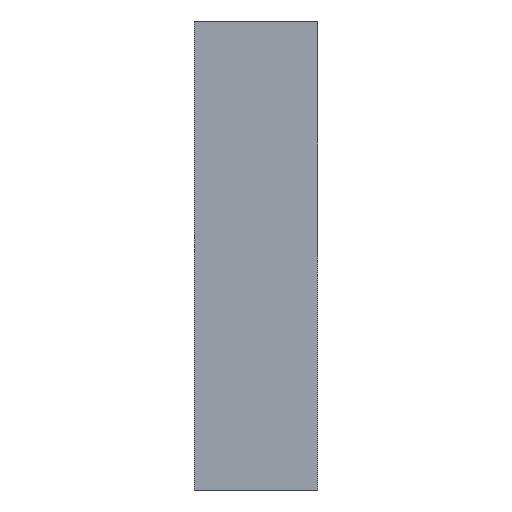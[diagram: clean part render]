
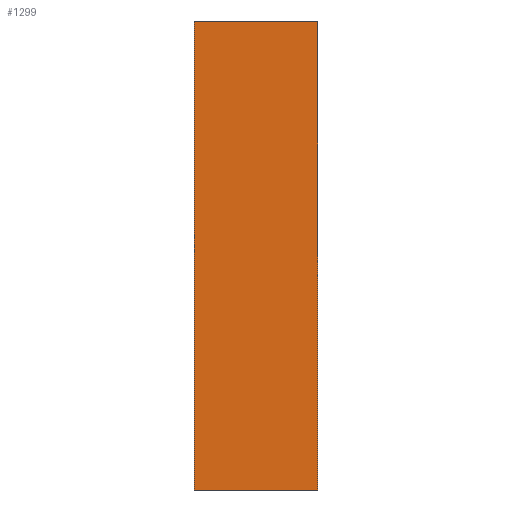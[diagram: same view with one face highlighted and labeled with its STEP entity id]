
A CAD part, left-side view. The second image highlights one B-rep face of the part: STEP entity #1299.
In plain terms, the highlighted planar face has unit normal (-1, 0, 0).
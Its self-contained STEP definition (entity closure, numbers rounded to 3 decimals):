
#66 = ORIENTED_EDGE ( 'NONE', *, *, #1125, .F. ) ;
#94 = CARTESIAN_POINT ( 'NONE',  ( 0., 3.175, 12. ) ) ;
#106 = DIRECTION ( 'NONE',  ( 0., -1., 0. ) ) ;
#169 = VERTEX_POINT ( 'NONE', #534 ) ;
#178 = VERTEX_POINT ( 'NONE', #512 ) ;
#179 = EDGE_CURVE ( 'NONE', #178, #989, #974, .T. ) ;
#230 = CARTESIAN_POINT ( 'NONE',  ( 0., 3.175, 0. ) ) ;
#253 = EDGE_CURVE ( 'NONE', #169, #548, #677, .T. ) ;
#255 = CARTESIAN_POINT ( 'NONE',  ( 0., 0., 12. ) ) ;
#342 = VECTOR ( 'NONE', #431, 1000. ) ;
#365 = EDGE_LOOP ( 'NONE', ( #1009, #66, #1133, #1104 ) ) ;
#431 = DIRECTION ( 'NONE',  ( 0., -1., 0. ) ) ;
#477 = DIRECTION ( 'NONE',  ( 0., 0., -1. ) ) ;
#512 = CARTESIAN_POINT ( 'NONE',  ( 0., 3.175, 0. ) ) ;
#534 = CARTESIAN_POINT ( 'NONE',  ( 0., 0., 0. ) ) ;
#548 = VERTEX_POINT ( 'NONE', #255 ) ;
#557 = CARTESIAN_POINT ( 'NONE',  ( 0., 3.175, 12. ) ) ;
#677 = LINE ( 'NONE', #1032, #1302 ) ;
#779 = VECTOR ( 'NONE', #106, 1000. ) ;
#784 = DIRECTION ( 'NONE',  ( 0., 0., 1. ) ) ;
#941 = AXIS2_PLACEMENT_3D ( 'NONE', #230, #1048, #477 ) ;
#974 = LINE ( 'NONE', #1348, #1508 ) ;
#989 = VERTEX_POINT ( 'NONE', #557 ) ;
#1009 = ORIENTED_EDGE ( 'NONE', *, *, #253, .T. ) ;
#1032 = CARTESIAN_POINT ( 'NONE',  ( 0., 0., 0. ) ) ;
#1048 = DIRECTION ( 'NONE',  ( 1., 0., 0. ) ) ;
#1104 = ORIENTED_EDGE ( 'NONE', *, *, #1425, .T. ) ;
#1125 = EDGE_CURVE ( 'NONE', #989, #548, #1311, .T. ) ;
#1133 = ORIENTED_EDGE ( 'NONE', *, *, #179, .F. ) ;
#1292 = PLANE ( 'NONE',  #941 ) ;
#1299 = ADVANCED_FACE ( 'NONE', ( #1518 ), #1292, .F. ) ;
#1302 = VECTOR ( 'NONE', #784, 1000. ) ;
#1311 = LINE ( 'NONE', #94, #779 ) ;
#1325 = DIRECTION ( 'NONE',  ( 0., 0., 1. ) ) ;
#1348 = CARTESIAN_POINT ( 'NONE',  ( 0., 3.175, 0. ) ) ;
#1382 = CARTESIAN_POINT ( 'NONE',  ( 0., 3.175, 0. ) ) ;
#1425 = EDGE_CURVE ( 'NONE', #178, #169, #1490, .T. ) ;
#1490 = LINE ( 'NONE', #1382, #342 ) ;
#1508 = VECTOR ( 'NONE', #1325, 1000. ) ;
#1518 = FACE_OUTER_BOUND ( 'NONE', #365, .T. ) ;
